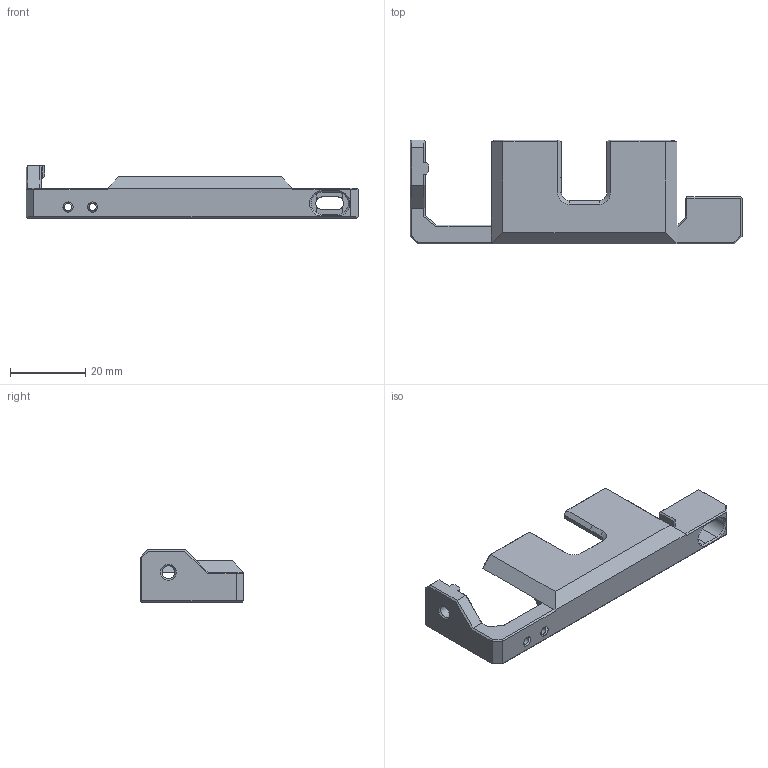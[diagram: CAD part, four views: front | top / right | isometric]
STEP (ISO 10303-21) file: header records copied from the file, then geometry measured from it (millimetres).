
FILE_DESCRIPTION(/* description */ (''),/* implementation_level */ '2;1');
FILE_NAME(/* name */ '[a]_Z_Cover.step',/* time_stamp */ '2023-11-12T17:53:05Z',/* author */ (''),/* organization */ (''),/* preprocessor_version */ 'ST-DEVELOPER v20',/* originating_system */ 'Autodesk Translation Framework v12.14.0.127',/* authorisation */ '');
FILE_SCHEMA (('AUTOMOTIVE_DESIGN { 1 0 10303 214 3 1 1 }'));
Length unit declared in the file: millimetre
Products named in the file (2): Z Cover; [a]_Z_Cover
Assembly tree (1 placements, depth 2):
  Z Cover
    [a]_Z_Cover
Bounding box: 88 x 27.5 x 14 mm (x, y, z)
Volume: 8138.3 mm3; surface area: 5674.3 mm2
Topology: 1 solids, 1 shells, 149 faces, 377 edges, 230 vertices
Faces by surface type: plane 128, cone 12, cylinder 9
Full cylindrical faces by diameter (mm): 1.9 x2, 3.4 x1
Entity records: 4421 total; most frequent: CARTESIAN_POINT 759, ORIENTED_EDGE 754, DIRECTION 727, EDGE_CURVE 377, LINE 331, VECTOR 331, VERTEX_POINT 230, AXIS2_PLACEMENT_3D 198
